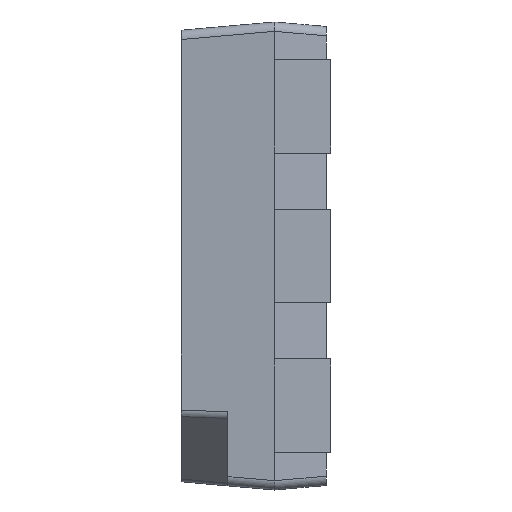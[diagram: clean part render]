
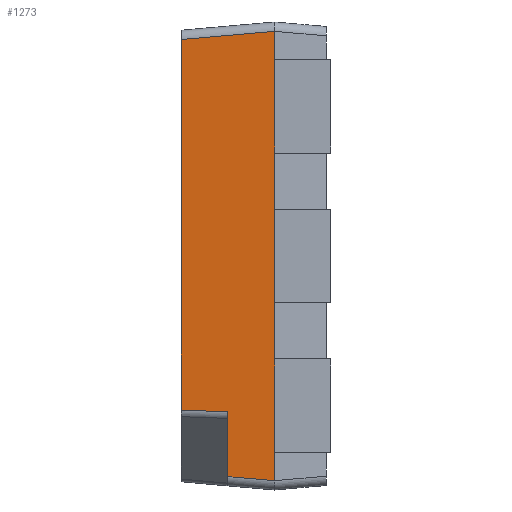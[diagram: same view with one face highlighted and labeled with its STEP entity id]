
A CAD part, left-side view. The second image highlights one B-rep face of the part: STEP entity #1273.
In plain terms, the highlighted planar face has unit normal (-0.996, 0.087, 0).
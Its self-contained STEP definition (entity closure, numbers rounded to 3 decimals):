
#68 = VERTEX_POINT ( 'NONE', #1119 ) ;
#73 = VERTEX_POINT ( 'NONE', #1347 ) ;
#125 = LINE ( 'NONE', #520, #1324 ) ;
#188 = CARTESIAN_POINT ( 'NONE',  ( -2.456, 1.1, -2.357 ) ) ;
#217 = ORIENTED_EDGE ( 'NONE', *, *, #494, .T. ) ;
#233 = LINE ( 'NONE', #1955, #2003 ) ;
#357 = EDGE_CURVE ( 'NONE', #2700, #2320, #1396, .T. ) ;
#413 = EDGE_CURVE ( 'NONE', #68, #1981, #125, .T. ) ;
#425 = VERTEX_POINT ( 'NONE', #987 ) ;
#449 = DIRECTION ( 'NONE',  ( 0.087, 0.992, -0.087 ) ) ;
#494 = EDGE_CURVE ( 'NONE', #2280, #68, #1236, .T. ) ;
#520 = CARTESIAN_POINT ( 'NONE',  ( -2.5, 0.6, 2.5 ) ) ;
#532 = ORIENTED_EDGE ( 'NONE', *, *, #2017, .T. ) ;
#571 = EDGE_CURVE ( 'NONE', #1952, #1502, #2397, .T. ) ;
#597 = CARTESIAN_POINT ( 'NONE',  ( -2.5, 0.6, 2.5 ) ) ;
#665 = EDGE_CURVE ( 'NONE', #2954, #73, #1427, .T. ) ;
#669 = LINE ( 'NONE', #2867, #1220 ) ;
#700 = ORIENTED_EDGE ( 'NONE', *, *, #706, .T. ) ;
#706 = EDGE_CURVE ( 'NONE', #2808, #2758, #2424, .T. ) ;
#749 = CARTESIAN_POINT ( 'NONE',  ( -2.5, 0.6, 2.5 ) ) ;
#795 = VECTOR ( 'NONE', #1789, 1000. ) ;
#800 = CARTESIAN_POINT ( 'NONE',  ( -2.463, 1.022, -2.363 ) ) ;
#825 = CARTESIAN_POINT ( 'NONE',  ( -2.5, 0.6, -2.4 ) ) ;
#863 = ORIENTED_EDGE ( 'NONE', *, *, #665, .T. ) ;
#924 = CARTESIAN_POINT ( 'NONE',  ( -2.413, 1.6, -1.646 ) ) ;
#943 = VECTOR ( 'NONE', #2501, 1000. ) ;
#951 = CARTESIAN_POINT ( 'NONE',  ( -2.5, 0.6, -1.1 ) ) ;
#962 = DIRECTION ( 'NONE',  ( -0.996, 0.087, 0. ) ) ;
#987 = CARTESIAN_POINT ( 'NONE',  ( -2.5, 0.6, 0.5 ) ) ;
#1025 = EDGE_CURVE ( 'NONE', #2700, #2954, #2818, .T. ) ;
#1050 = VECTOR ( 'NONE', #3042, 1000. ) ;
#1119 = CARTESIAN_POINT ( 'NONE',  ( -2.5, 0.6, 2.1 ) ) ;
#1161 = VECTOR ( 'NONE', #2918, 1000. ) ;
#1192 = DIRECTION ( 'NONE',  ( -0.087, -0.996, -0.036 ) ) ;
#1194 = ORIENTED_EDGE ( 'NONE', *, *, #2330, .T. ) ;
#1195 = PLANE ( 'NONE',  #1885 ) ;
#1220 = VECTOR ( 'NONE', #2562, 1000. ) ;
#1236 = LINE ( 'NONE', #749, #1161 ) ;
#1273 = ADVANCED_FACE ( 'NONE', ( #3059 ), #1195, .T. ) ;
#1315 = CARTESIAN_POINT ( 'NONE',  ( -2.5, 0.6, 2.5 ) ) ;
#1324 = VECTOR ( 'NONE', #2213, 1000. ) ;
#1347 = CARTESIAN_POINT ( 'NONE',  ( -2.5, 0.6, -2.1 ) ) ;
#1396 = LINE ( 'NONE', #2446, #2687 ) ;
#1427 = LINE ( 'NONE', #597, #795 ) ;
#1431 = CARTESIAN_POINT ( 'NONE',  ( -2.5, 0.6, -0.5 ) ) ;
#1439 = ORIENTED_EDGE ( 'NONE', *, *, #1931, .T. ) ;
#1494 = ORIENTED_EDGE ( 'NONE', *, *, #571, .F. ) ;
#1502 = VERTEX_POINT ( 'NONE', #2298 ) ;
#1567 = DIRECTION ( 'NONE',  ( 0., 0., 1. ) ) ;
#1584 = CARTESIAN_POINT ( 'NONE',  ( -2.5, 0.6, 2.5 ) ) ;
#1637 = CARTESIAN_POINT ( 'NONE',  ( -2.501, 0.591, 2.401 ) ) ;
#1660 = CARTESIAN_POINT ( 'NONE',  ( -2.5, 0.6, 2.4 ) ) ;
#1683 = LINE ( 'NONE', #1584, #1050 ) ;
#1693 = CARTESIAN_POINT ( 'NONE',  ( -2.487, 0.75, -1.677 ) ) ;
#1715 = LINE ( 'NONE', #1693, #2948 ) ;
#1789 = DIRECTION ( 'NONE',  ( 0., 0., 1. ) ) ;
#1867 = ORIENTED_EDGE ( 'NONE', *, *, #2507, .T. ) ;
#1885 = AXIS2_PLACEMENT_3D ( 'NONE', #2428, #962, #2668 ) ;
#1931 = EDGE_CURVE ( 'NONE', #1981, #1502, #2807, .T. ) ;
#1952 = VERTEX_POINT ( 'NONE', #924 ) ;
#1955 = CARTESIAN_POINT ( 'NONE',  ( -2.5, 0.6, 0. ) ) ;
#1965 = DIRECTION ( 'NONE',  ( 0., 0., -1. ) ) ;
#1981 = VERTEX_POINT ( 'NONE', #1660 ) ;
#1983 = ORIENTED_EDGE ( 'NONE', *, *, #357, .F. ) ;
#2003 = VECTOR ( 'NONE', #1965, 1000. ) ;
#2017 = EDGE_CURVE ( 'NONE', #1952, #2320, #1715, .T. ) ;
#2047 = ORIENTED_EDGE ( 'NONE', *, *, #413, .T. ) ;
#2078 = CARTESIAN_POINT ( 'NONE',  ( -2.456, 1.1, -1.664 ) ) ;
#2097 = EDGE_CURVE ( 'NONE', #2808, #73, #233, .T. ) ;
#2213 = DIRECTION ( 'NONE',  ( 0., 0., 1. ) ) ;
#2234 = VECTOR ( 'NONE', #449, 1000. ) ;
#2280 = VERTEX_POINT ( 'NONE', #2745 ) ;
#2298 = CARTESIAN_POINT ( 'NONE',  ( -2.413, 1.6, 2.313 ) ) ;
#2320 = VERTEX_POINT ( 'NONE', #2078 ) ;
#2330 = EDGE_CURVE ( 'NONE', #425, #2280, #1683, .T. ) ;
#2397 = LINE ( 'NONE', #2671, #3039 ) ;
#2424 = LINE ( 'NONE', #1315, #3068 ) ;
#2428 = CARTESIAN_POINT ( 'NONE',  ( -2.5, 0.6, 2.5 ) ) ;
#2446 = CARTESIAN_POINT ( 'NONE',  ( -2.456, 1.1, -1.6 ) ) ;
#2501 = DIRECTION ( 'NONE',  ( -0.087, -0.992, -0.087 ) ) ;
#2507 = EDGE_CURVE ( 'NONE', #2758, #425, #669, .T. ) ;
#2539 = ORIENTED_EDGE ( 'NONE', *, *, #1025, .T. ) ;
#2562 = DIRECTION ( 'NONE',  ( 0., 0., 1. ) ) ;
#2668 = DIRECTION ( 'NONE',  ( -0.087, -0.996, 0. ) ) ;
#2671 = CARTESIAN_POINT ( 'NONE',  ( -2.413, 1.6, 2.5 ) ) ;
#2681 = DIRECTION ( 'NONE',  ( 0., 0., 1. ) ) ;
#2687 = VECTOR ( 'NONE', #2924, 1000. ) ;
#2700 = VERTEX_POINT ( 'NONE', #188 ) ;
#2745 = CARTESIAN_POINT ( 'NONE',  ( -2.5, 0.6, 1.1 ) ) ;
#2757 = EDGE_LOOP ( 'NONE', ( #1494, #532, #1983, #2539, #863, #3033, #700, #1867, #1194, #217, #2047, #1439 ) ) ;
#2758 = VERTEX_POINT ( 'NONE', #1431 ) ;
#2807 = LINE ( 'NONE', #1637, #2234 ) ;
#2808 = VERTEX_POINT ( 'NONE', #951 ) ;
#2818 = LINE ( 'NONE', #800, #943 ) ;
#2867 = CARTESIAN_POINT ( 'NONE',  ( -2.5, 0.6, 2.5 ) ) ;
#2918 = DIRECTION ( 'NONE',  ( 0., 0., 1. ) ) ;
#2924 = DIRECTION ( 'NONE',  ( 0., 0., 1. ) ) ;
#2948 = VECTOR ( 'NONE', #1192, 1000. ) ;
#2954 = VERTEX_POINT ( 'NONE', #825 ) ;
#3033 = ORIENTED_EDGE ( 'NONE', *, *, #2097, .F. ) ;
#3039 = VECTOR ( 'NONE', #2681, 1000. ) ;
#3042 = DIRECTION ( 'NONE',  ( 0., 0., 1. ) ) ;
#3059 = FACE_OUTER_BOUND ( 'NONE', #2757, .T. ) ;
#3068 = VECTOR ( 'NONE', #1567, 1000. ) ;
